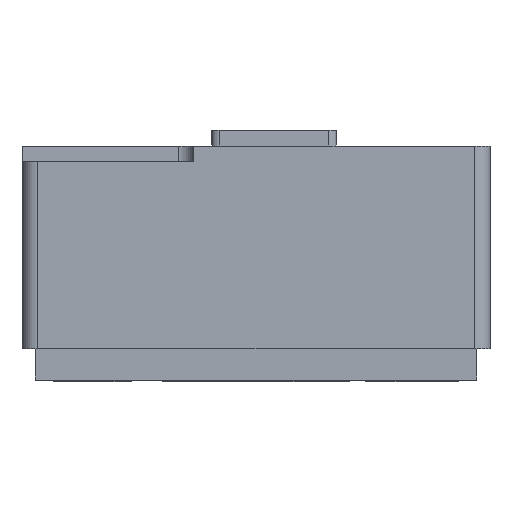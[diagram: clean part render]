
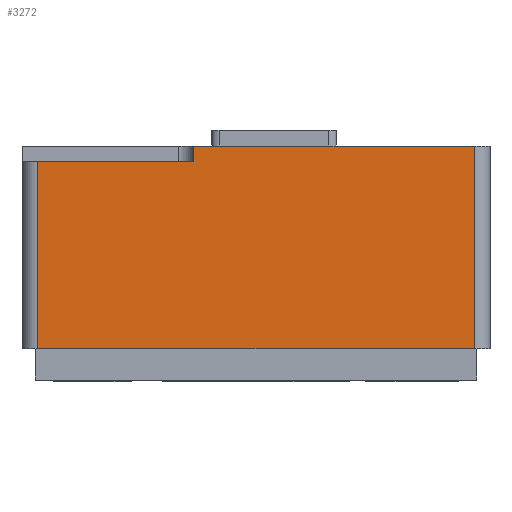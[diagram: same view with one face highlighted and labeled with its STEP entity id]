
A CAD part, left-side view. The second image highlights one B-rep face of the part: STEP entity #3272.
In plain terms, the highlighted planar face has unit normal (-1, 0, 0).
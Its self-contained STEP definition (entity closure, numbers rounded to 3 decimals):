
#174=FACE_OUTER_BOUND('',#380,.T.);
#380=EDGE_LOOP('',(#2408,#2409,#2410,#2411,#2412,#2413));
#610=LINE('',#4821,#1028);
#614=LINE('',#4830,#1032);
#621=LINE('',#4845,#1039);
#655=LINE('',#4937,#1073);
#656=LINE('',#4940,#1074);
#657=LINE('',#4941,#1075);
#1028=VECTOR('',#3908,10.);
#1032=VECTOR('',#3916,10.);
#1039=VECTOR('',#3929,10.);
#1073=VECTOR('',#4013,10.);
#1074=VECTOR('',#4016,10.);
#1075=VECTOR('',#4017,10.);
#1434=VERTEX_POINT('',#4818);
#1435=VERTEX_POINT('',#4820);
#1438=VERTEX_POINT('',#4828);
#1443=VERTEX_POINT('',#4844);
#1476=VERTEX_POINT('',#4935);
#1477=VERTEX_POINT('',#4939);
#1768=EDGE_CURVE('',#1435,#1434,#610,.T.);
#1773=EDGE_CURVE('',#1434,#1438,#614,.T.);
#1780=EDGE_CURVE('',#1435,#1443,#621,.T.);
#1826=EDGE_CURVE('',#1476,#1443,#655,.T.);
#1827=EDGE_CURVE('',#1477,#1438,#656,.T.);
#1828=EDGE_CURVE('',#1476,#1477,#657,.T.);
#2408=ORIENTED_EDGE('',*,*,#1773,.T.);
#2409=ORIENTED_EDGE('',*,*,#1827,.F.);
#2410=ORIENTED_EDGE('',*,*,#1828,.F.);
#2411=ORIENTED_EDGE('',*,*,#1826,.T.);
#2412=ORIENTED_EDGE('',*,*,#1780,.F.);
#2413=ORIENTED_EDGE('',*,*,#1768,.T.);
#3072=PLANE('',#3545);
#3272=ADVANCED_FACE('',(#174),#3072,.T.);
#3545=AXIS2_PLACEMENT_3D('',#4938,#4014,#4015);
#3908=DIRECTION('',(0.,0.,-1.));
#3916=DIRECTION('',(0.,1.,0.));
#3929=DIRECTION('',(0.,-1.,0.));
#4013=DIRECTION('',(0.,0.,1.));
#4014=DIRECTION('center_axis',(-1.,0.,0.));
#4015=DIRECTION('ref_axis',(0.,-1.,0.));
#4016=DIRECTION('',(0.,0.,1.));
#4017=DIRECTION('',(0.,1.,0.));
#4818=CARTESIAN_POINT('',(-0.25,1.8,1.4));
#4820=CARTESIAN_POINT('',(-0.25,1.8,1.5));
#4821=CARTESIAN_POINT('',(-0.25,1.8,0.825));
#4828=CARTESIAN_POINT('',(-0.25,2.8,1.4));
#4830=CARTESIAN_POINT('',(-0.25,2.575,1.4));
#4844=CARTESIAN_POINT('',(-0.25,0.,1.5));
#4845=CARTESIAN_POINT('',(-0.25,0.,1.5));
#4935=CARTESIAN_POINT('',(-0.25,0.,0.2));
#4937=CARTESIAN_POINT('',(-0.25,0.,0.2));
#4938=CARTESIAN_POINT('Origin',(-0.25,2.8,0.2));
#4939=CARTESIAN_POINT('',(-0.25,2.8,0.2));
#4940=CARTESIAN_POINT('',(-0.25,2.8,0.2));
#4941=CARTESIAN_POINT('',(-0.25,0.,0.2));
